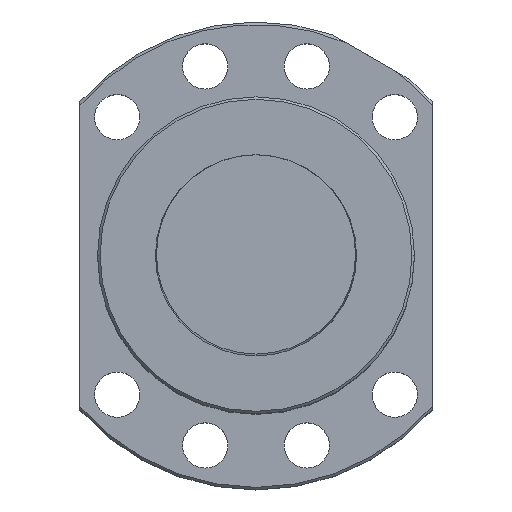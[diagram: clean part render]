
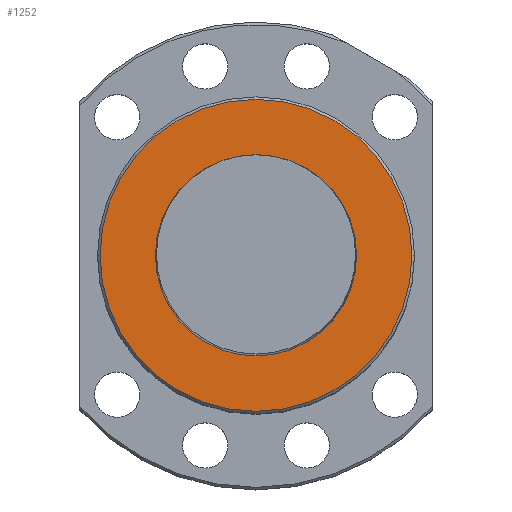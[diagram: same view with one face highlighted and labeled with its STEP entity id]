
A CAD part, top view. The second image highlights one B-rep face of the part: STEP entity #1252.
In plain terms, the highlighted face is planar.
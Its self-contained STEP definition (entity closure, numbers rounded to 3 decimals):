
#50 = ORIENTED_EDGE ( 'NONE', *, *, #722, .F. ) ;
#116 = FACE_BOUND ( 'NONE', #1072, .T. ) ;
#237 = EDGE_CURVE ( 'NONE', #1534, #1978, #1338, .T. ) ;
#247 = DIRECTION ( 'NONE',  ( 1., 0., 0. ) ) ;
#253 = DIRECTION ( 'NONE',  ( 0., 0., -1. ) ) ;
#264 = CARTESIAN_POINT ( 'NONE',  ( 0., 0., -88.5 ) ) ;
#314 = CARTESIAN_POINT ( 'NONE',  ( 20., 0., -88.5 ) ) ;
#446 = AXIS2_PLACEMENT_3D ( 'NONE', #1397, #1382, #1378 ) ;
#450 = DIRECTION ( 'NONE',  ( 1., 0., 0. ) ) ;
#452 = CIRCLE ( 'NONE', #534, 20. ) ;
#454 = DIRECTION ( 'NONE',  ( 0., 0., -1. ) ) ;
#457 = CARTESIAN_POINT ( 'NONE',  ( 0., 0., -88.5 ) ) ;
#502 = EDGE_CURVE ( 'NONE', #1614, #1662, #1518, .T. ) ;
#534 = AXIS2_PLACEMENT_3D ( 'NONE', #1156, #1154, #1151 ) ;
#600 = CARTESIAN_POINT ( 'NONE',  ( 31., 0., -88.5 ) ) ;
#615 = CARTESIAN_POINT ( 'NONE',  ( -31., 0., -88.5 ) ) ;
#676 = CARTESIAN_POINT ( 'NONE',  ( -20., 0., -88.5 ) ) ;
#722 = EDGE_CURVE ( 'NONE', #1978, #1534, #452, .T. ) ;
#737 = DIRECTION ( 'NONE',  ( 1., 0., 0. ) ) ;
#738 = DIRECTION ( 'NONE',  ( 0., 0., 1. ) ) ;
#740 = CARTESIAN_POINT ( 'NONE',  ( -31.372, -31.372, -88.5 ) ) ;
#745 = PLANE ( 'NONE',  #1751 ) ;
#758 = AXIS2_PLACEMENT_3D ( 'NONE', #457, #454, #450 ) ;
#961 = EDGE_LOOP ( 'NONE', ( #1736, #1762 ) ) ;
#1072 = EDGE_LOOP ( 'NONE', ( #50, #1790 ) ) ;
#1151 = DIRECTION ( 'NONE',  ( 1., 0., 0. ) ) ;
#1154 = DIRECTION ( 'NONE',  ( 0., 0., -1. ) ) ;
#1156 = CARTESIAN_POINT ( 'NONE',  ( 0., 0., -88.5 ) ) ;
#1252 = ADVANCED_FACE ( 'NONE', ( #116, #1801 ), #745, .F. ) ;
#1338 = CIRCLE ( 'NONE', #1690, 20. ) ;
#1378 = DIRECTION ( 'NONE',  ( 1., 0., 0. ) ) ;
#1382 = DIRECTION ( 'NONE',  ( 0., 0., -1. ) ) ;
#1397 = CARTESIAN_POINT ( 'NONE',  ( 0., 0., -88.5 ) ) ;
#1518 = CIRCLE ( 'NONE', #446, 31. ) ;
#1534 = VERTEX_POINT ( 'NONE', #676 ) ;
#1614 = VERTEX_POINT ( 'NONE', #615 ) ;
#1662 = VERTEX_POINT ( 'NONE', #600 ) ;
#1690 = AXIS2_PLACEMENT_3D ( 'NONE', #264, #253, #247 ) ;
#1736 = ORIENTED_EDGE ( 'NONE', *, *, #1874, .T. ) ;
#1746 = CIRCLE ( 'NONE', #758, 31. ) ;
#1751 = AXIS2_PLACEMENT_3D ( 'NONE', #740, #738, #737 ) ;
#1762 = ORIENTED_EDGE ( 'NONE', *, *, #502, .T. ) ;
#1790 = ORIENTED_EDGE ( 'NONE', *, *, #237, .F. ) ;
#1801 = FACE_OUTER_BOUND ( 'NONE', #961, .T. ) ;
#1874 = EDGE_CURVE ( 'NONE', #1662, #1614, #1746, .T. ) ;
#1978 = VERTEX_POINT ( 'NONE', #314 ) ;
